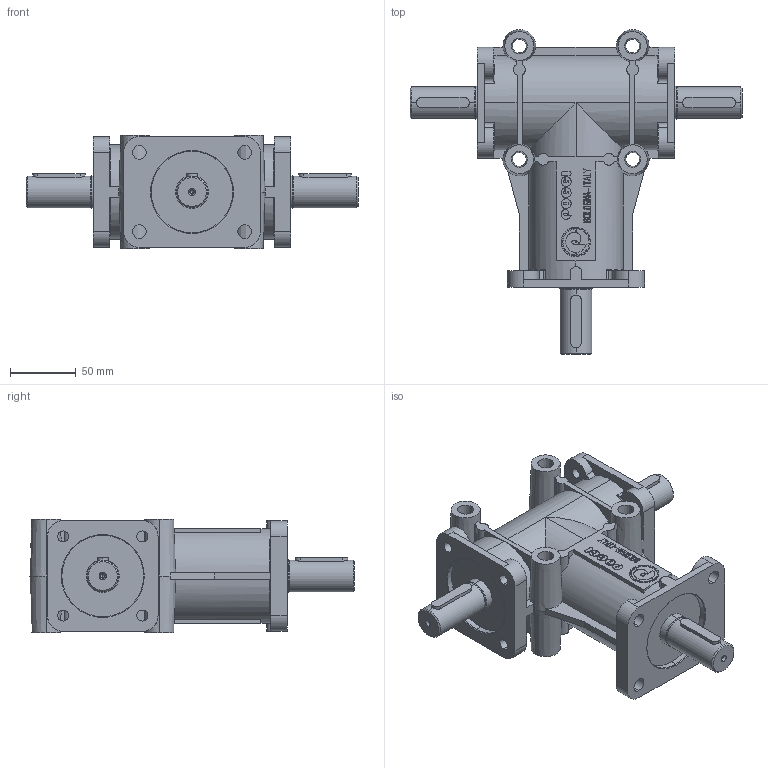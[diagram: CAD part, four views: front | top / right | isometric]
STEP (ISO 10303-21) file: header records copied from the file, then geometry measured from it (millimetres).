
FILE_DESCRIPTION(('STEP AP214'),'1');
FILE_NAME('182033131.stp','2017-06-11T18:46:38',('TraceParts'),('TraceParts S.A.'),'Spatial InterOp 3D',' ',' ');
FILE_SCHEMA(('automotive_design'));
Length unit declared in the file: millimetre
Products named in the file (1): 182033131
Bounding box: 252 x 246.5 x 86 mm (x, y, z)
Volume: 1322831.3 mm3; surface area: 150829.9 mm2
Topology: 1 solids, 1 shells, 1054 faces, 2900 edges, 1914 vertices
Faces by surface type: plane 450, extrusion 346, cylinder 172, cone 62, torus 24
Entity records: 61256 total; most frequent: CARTESIAN_POINT 27668, ORIENTED_EDGE 5788, DIRECTION 4041, EDGE_CURVE 2894, VERTEX_POINT 1914, VECTOR 1629, B_SPLINE_CURVE_WITH_KNOTS 1460, LINE 1283
